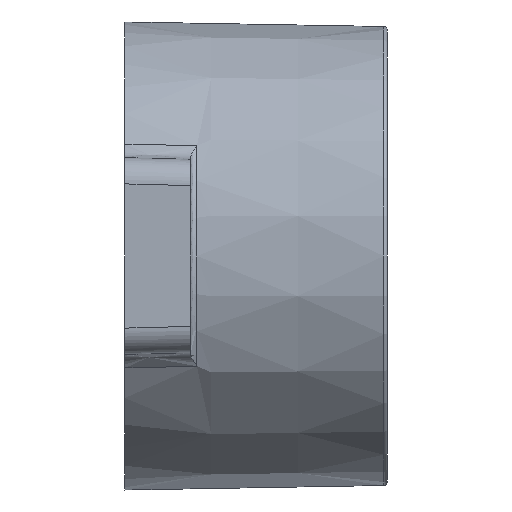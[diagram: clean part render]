
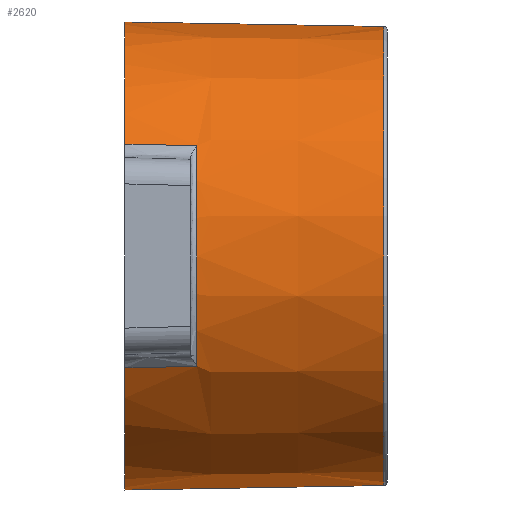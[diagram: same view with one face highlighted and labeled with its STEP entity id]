
A CAD part, left-side view. The second image highlights one B-rep face of the part: STEP entity #2620.
In plain terms, the highlighted conical face has half-angle 1 degrees and reference radius 3.5 mm.
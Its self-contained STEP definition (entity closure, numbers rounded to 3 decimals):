
#28 = CARTESIAN_POINT ( 'NONE',  ( -3.134, 0., -1.709 ) ) ;
#300 = ORIENTED_EDGE ( 'NONE', *, *, #1089, .F. ) ;
#319 = DIRECTION ( 'NONE',  ( 0., 1., 0.017 ) ) ;
#417 = CARTESIAN_POINT ( 'NONE',  ( -3.129, -0.866, 1.687 ) ) ;
#420 = CARTESIAN_POINT ( 'NONE',  ( 0., 0., 3.57 ) ) ;
#425 = CARTESIAN_POINT ( 'NONE',  ( 0., -3.951, 0. ) ) ;
#710 = ORIENTED_EDGE ( 'NONE', *, *, #5830, .T. ) ;
#885 = CARTESIAN_POINT ( 'NONE',  ( -3.127, -1.098, 1.682 ) ) ;
#986 = CIRCLE ( 'NONE', #3899, 3.551 ) ;
#1089 = EDGE_CURVE ( 'NONE', #7612, #9897, #9228, .T. ) ;
#1190 = CARTESIAN_POINT ( 'NONE',  ( -3.128, -1., 1.684 ) ) ;
#1216 = VERTEX_POINT ( 'NONE', #7354 ) ;
#1249 = CARTESIAN_POINT ( 'NONE',  ( -3.13, -0.733, -1.691 ) ) ;
#1340 = CARTESIAN_POINT ( 'NONE',  ( 0., -4., 3.5 ) ) ;
#1546 = DIRECTION ( 'NONE',  ( 0., 0., -1. ) ) ;
#1742 = CARTESIAN_POINT ( 'NONE',  ( 0., -4., 0. ) ) ;
#1954 = CIRCLE ( 'NONE', #6096, 3.57 ) ;
#2294 = AXIS2_PLACEMENT_3D ( 'NONE', #6049, #3010, #3059 ) ;
#2449 = EDGE_CURVE ( 'NONE', #1216, #4188, #2941, .T. ) ;
#2620 = ADVANCED_FACE ( 'Face7', ( #5646 ), #7257, .T. ) ;
#2676 = CARTESIAN_POINT ( 'NONE',  ( -3.127, -1.066, -1.683 ) ) ;
#2724 = CARTESIAN_POINT ( 'NONE',  ( -3.128, -1.033, -1.683 ) ) ;
#2774 = DIRECTION ( 'NONE',  ( 0., 0., 1. ) ) ;
#2941 = B_SPLINE_CURVE_WITH_KNOTS ( 'NONE', 3,
 ( #9733, #5143, #5092, #3424, #417, #8126, #1190, #6514, #8221, #8074 ),
 .UNSPECIFIED., .F., .F.,
 ( 4, 3, 3, 4 ),
 ( 0., 0.001, 0.001, 0.001 ),
 .UNSPECIFIED. ) ;
#3010 = DIRECTION ( 'NONE',  ( 0., 1., 0. ) ) ;
#3046 = CARTESIAN_POINT ( 'NONE',  ( -3.127, -1.098, -1.682 ) ) ;
#3059 = DIRECTION ( 'NONE',  ( 0., 0., 1. ) ) ;
#3180 = ORIENTED_EDGE ( 'NONE', *, *, #6078, .T. ) ;
#3306 = EDGE_CURVE ( 'NONE', #3953, #7612, #4608, .T. ) ;
#3318 = DIRECTION ( 'NONE',  ( 0., 1., 0. ) ) ;
#3424 = CARTESIAN_POINT ( 'NONE',  ( -3.129, -0.8, 1.689 ) ) ;
#3569 = CIRCLE ( 'NONE', #9386, 3.501 ) ;
#3845 = DIRECTION ( 'NONE',  ( 0., 1., -0.017 ) ) ;
#3847 = ORIENTED_EDGE ( 'NONE', *, *, #3306, .F. ) ;
#3848 = ORIENTED_EDGE ( 'NONE', *, *, #6776, .F. ) ;
#3899 = AXIS2_PLACEMENT_3D ( 'NONE', #9990, #8437, #1546 ) ;
#3953 = VERTEX_POINT ( 'NONE', #5804 ) ;
#4050 = CARTESIAN_POINT ( 'NONE',  ( 0., 0., -3.57 ) ) ;
#4188 = VERTEX_POINT ( 'NONE', #885 ) ;
#4361 = EDGE_CURVE ( 'NONE', #4905, #7082, #9016, .T. ) ;
#4453 = ORIENTED_EDGE ( 'NONE', *, *, #2449, .T. ) ;
#4608 = LINE ( 'NONE', #7692, #7265 ) ;
#4645 = VERTEX_POINT ( 'NONE', #3046 ) ;
#4905 = VERTEX_POINT ( 'NONE', #7244 ) ;
#5006 = DIRECTION ( 'NONE',  ( 0., 1., 0. ) ) ;
#5092 = CARTESIAN_POINT ( 'NONE',  ( -3.131, -0.533, 1.696 ) ) ;
#5143 = CARTESIAN_POINT ( 'NONE',  ( -3.133, -0.267, 1.702 ) ) ;
#5584 = ORIENTED_EDGE ( 'NONE', *, *, #4361, .T. ) ;
#5646 = FACE_OUTER_BOUND ( 'NONE', #9285, .T. ) ;
#5718 = CARTESIAN_POINT ( 'NONE',  ( -3.134, 0., -1.709 ) ) ;
#5804 = CARTESIAN_POINT ( 'NONE',  ( 0., -3.951, -3.501 ) ) ;
#5830 = EDGE_CURVE ( 'NONE', #3953, #4905, #3569, .T. ) ;
#5908 = CARTESIAN_POINT ( 'NONE',  ( -3.134, -0.134, -1.705 ) ) ;
#6049 = CARTESIAN_POINT ( 'NONE',  ( 0., 0., 0. ) ) ;
#6078 = EDGE_CURVE ( 'NONE', #4188, #4645, #986, .T. ) ;
#6096 = AXIS2_PLACEMENT_3D ( 'NONE', #9557, #5006, #2774 ) ;
#6514 = CARTESIAN_POINT ( 'NONE',  ( -3.128, -1.033, 1.683 ) ) ;
#6515 = B_SPLINE_CURVE_WITH_KNOTS ( 'NONE', 3,
 ( #8186, #2676, #2724, #6576, #1249, #8837, #7289, #5908, #8981, #5718 ),
 .UNSPECIFIED., .F., .F.,
 ( 4, 3, 3, 4 ),
 ( 0., 0., 0.001, 0.001 ),
 .UNSPECIFIED. ) ;
#6576 = CARTESIAN_POINT ( 'NONE',  ( -3.128, -1., -1.684 ) ) ;
#6771 = AXIS2_PLACEMENT_3D ( 'NONE', #1742, #3318, #7172 ) ;
#6776 = EDGE_CURVE ( 'Edge12', #1216, #7082, #1954, .T. ) ;
#6822 = EDGE_CURVE ( 'NONE', #4645, #9897, #6515, .T. ) ;
#6824 = ORIENTED_EDGE ( 'NONE', *, *, #6822, .T. ) ;
#6921 = VECTOR ( 'NONE', #319, 1000. ) ;
#7082 = VERTEX_POINT ( 'NONE', #420 ) ;
#7172 = DIRECTION ( 'NONE',  ( 0., 0., 1. ) ) ;
#7244 = CARTESIAN_POINT ( 'NONE',  ( 0., -3.951, 3.501 ) ) ;
#7257 = CONICAL_SURFACE ( 'NONE', #6771, 3.5, 0.017 ) ;
#7265 = VECTOR ( 'NONE', #3845, 1000. ) ;
#7289 = CARTESIAN_POINT ( 'NONE',  ( -3.133, -0.2, -1.704 ) ) ;
#7354 = CARTESIAN_POINT ( 'NONE',  ( -3.134, 0., 1.709 ) ) ;
#7612 = VERTEX_POINT ( 'NONE', #4050 ) ;
#7692 = CARTESIAN_POINT ( 'NONE',  ( 0., -4., -3.5 ) ) ;
#8074 = CARTESIAN_POINT ( 'NONE',  ( -3.127, -1.098, 1.682 ) ) ;
#8082 = DIRECTION ( 'NONE',  ( 0., 0., 1. ) ) ;
#8126 = CARTESIAN_POINT ( 'NONE',  ( -3.128, -0.933, 1.686 ) ) ;
#8186 = CARTESIAN_POINT ( 'NONE',  ( -3.127, -1.098, -1.682 ) ) ;
#8221 = CARTESIAN_POINT ( 'NONE',  ( -3.127, -1.066, 1.683 ) ) ;
#8437 = DIRECTION ( 'NONE',  ( 0., -1., 0. ) ) ;
#8837 = CARTESIAN_POINT ( 'NONE',  ( -3.131, -0.467, -1.697 ) ) ;
#8981 = CARTESIAN_POINT ( 'NONE',  ( -3.134, -0.067, -1.707 ) ) ;
#9016 = LINE ( 'NONE', #1340, #6921 ) ;
#9228 = CIRCLE ( 'NONE', #2294, 3.57 ) ;
#9285 = EDGE_LOOP ( 'NONE', ( #3847, #710, #5584, #3848, #4453, #3180, #6824, #300 ) ) ;
#9386 = AXIS2_PLACEMENT_3D ( 'NONE', #425, #9550, #8082 ) ;
#9550 = DIRECTION ( 'NONE',  ( 0., 1., 0. ) ) ;
#9557 = CARTESIAN_POINT ( 'NONE',  ( 0., 0., 0. ) ) ;
#9733 = CARTESIAN_POINT ( 'NONE',  ( -3.134, 0., 1.709 ) ) ;
#9897 = VERTEX_POINT ( 'NONE', #28 ) ;
#9990 = CARTESIAN_POINT ( 'NONE',  ( 0., -1.098, 0. ) ) ;
